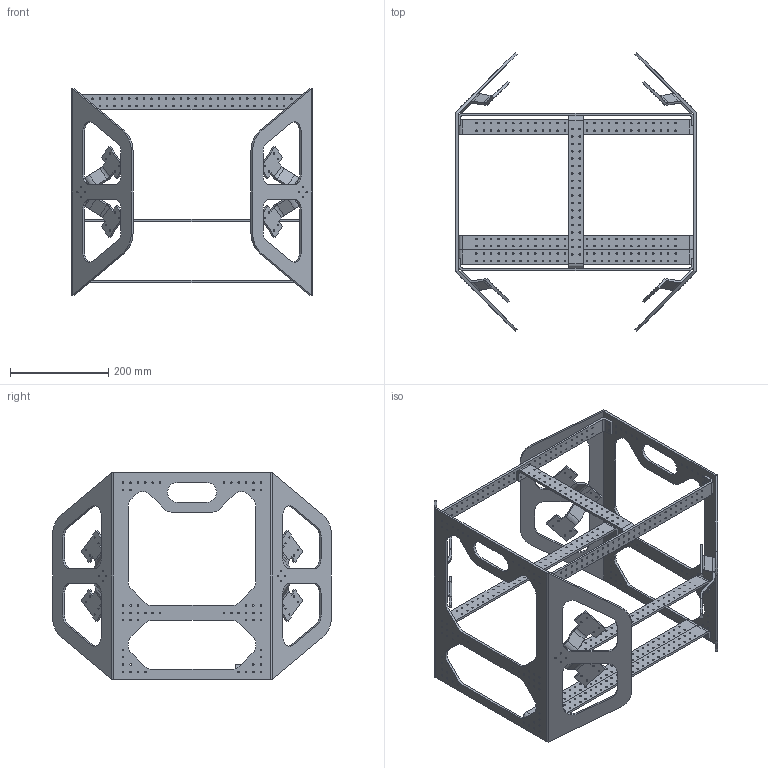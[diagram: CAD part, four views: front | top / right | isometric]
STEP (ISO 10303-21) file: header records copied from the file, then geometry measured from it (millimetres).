
FILE_DESCRIPTION(/* description */ (''),/* implementation_level */ '2;1');
FILE_NAME(/* name */ 'Gyrodos Assembly File v5.step',/* time_stamp */ '2025-09-12T22:25:48+08:00',/* author */ (''),/* organization */ (''),/* preprocessor_version */ 'ST-DEVELOPER v20.1',/* originating_system */ 'Autodesk Translation Framework v14.10.0.0',/* authorisation */ '');
FILE_SCHEMA (('AUTOMOTIVE_DESIGN { 1 0 10303 214 3 1 1 }'));
Length unit declared in the file: millimetre
Products named in the file (8): Gyrodos Assembly File; Gyrodos side plate 1.0; Gyrodos side plate 1.0_1; Side Plate; 48 by 2.5 connector; 48 by 2.0 connector; thruster connector v1; 31 by 3.0 connector
Assembly tree (15 placements, depth 3):
  Gyrodos Assembly File
    Gyrodos side plate 1.0
      Side Plate
    Gyrodos side plate 1.0_1
      Side Plate
    48 by 2.5 connector  x4
    48 by 2.0 connector  x2
    thruster connector v1  x4
    31 by 3.0 connector
Bounding box: 490 x 567.49 x 420 mm (x, y, z)
Volume: 1867892.3 mm3; surface area: 879042.6 mm2
Topology: 17 solids, 17 shells, 1018 faces, 2936 edges, 1952 vertices
Faces by surface type: cylinder 736, plane 282
Full cylindrical faces by diameter (mm): 3 x592
Entity records: 15062 total; most frequent: DIRECTION 2656, CARTESIAN_POINT 2407, ORIENTED_EDGE 2372, EDGE_CURVE 1186, AXIS2_PLACEMENT_3D 1037, EDGE_LOOP 904, VERTEX_POINT 788, CIRCLE 604
